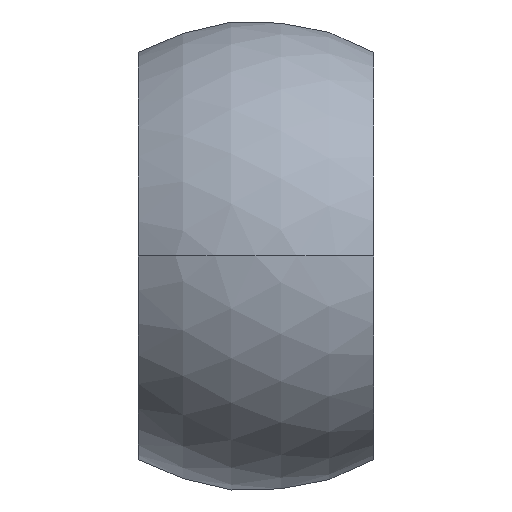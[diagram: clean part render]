
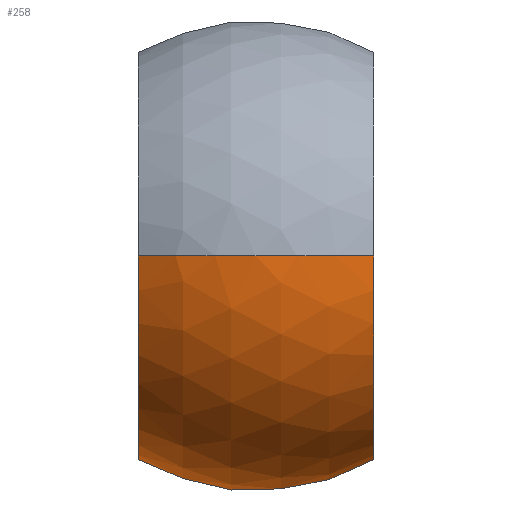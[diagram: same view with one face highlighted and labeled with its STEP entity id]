
A CAD part, left-side view. The second image highlights one B-rep face of the part: STEP entity #258.
In plain terms, the highlighted spherical face has radius 9 mm.
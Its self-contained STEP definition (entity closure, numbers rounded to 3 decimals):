
#118=VERTEX_POINT('',#318);
#146=VERTEX_POINT('',#349);
#168=EDGE_CURVE('',#280,#118,#376,.T.);
#174=VERTEX_POINT('',#384);
#234=EDGE_CURVE('',#174,#146,#451,.T.);
#258=ADVANCED_FACE('',(#477),#478,.T.);
#280=VERTEX_POINT('',#501);
#282=EDGE_CURVE('',#280,#174,#503,.T.);
#292=EDGE_CURVE('',#118,#146,#515,.T.);
#318=CARTESIAN_POINT('',(-7.794,-4.5,0.));
#349=CARTESIAN_POINT('',(7.094,-4.5,-3.229));
#376=CIRCLE('',#670,9.);
#384=CARTESIAN_POINT('',(7.094,4.5,-3.229));
#451=CIRCLE('',#785,5.538);
#477=FACE_OUTER_BOUND('',#823,.T.);
#478=SPHERICAL_SURFACE('',#824,9.);
#501=CARTESIAN_POINT('',(-7.794,4.5,0.));
#503=CIRCLE('',#852,7.794);
#515=CIRCLE('',#866,7.794);
#670=AXIS2_PLACEMENT_3D('',#967,#968,#969);
#785=AXIS2_PLACEMENT_3D('',#1064,#1065,#1066);
#823=EDGE_LOOP('',(#1100,#1101,#1102,#1103));
#824=AXIS2_PLACEMENT_3D('',#1104,#1105,#1106);
#852=AXIS2_PLACEMENT_3D('',#1120,#1121,#1122);
#866=AXIS2_PLACEMENT_3D('',#1136,#1137,#1138);
#967=CARTESIAN_POINT('',(0.,0.,0.));
#968=DIRECTION('',(0.,-0.0,1.0));
#969=DIRECTION('',(0.0,1.0,0.0));
#1064=CARTESIAN_POINT('',(7.094,0.,0.));
#1065=DIRECTION('',(-1.0,0.,0.));
#1066=DIRECTION('',(0.,0.0,-1.0));
#1100=ORIENTED_EDGE('',*,*,#168,.F.);
#1101=ORIENTED_EDGE('',*,*,#282,.T.);
#1102=ORIENTED_EDGE('',*,*,#234,.T.);
#1103=ORIENTED_EDGE('',*,*,#292,.F.);
#1104=CARTESIAN_POINT('',(0.,0.,0.));
#1105=DIRECTION('',(0.0,-1.0,0.0));
#1106=DIRECTION('',(-1.0,0.0,0.));
#1120=CARTESIAN_POINT('',(0.,4.5,0.));
#1121=DIRECTION('',(0.0,-1.0,0.0));
#1122=DIRECTION('',(1.0,0.0,0.));
#1136=CARTESIAN_POINT('',(0.,-4.5,0.));
#1137=DIRECTION('',(0.0,-1.0,0.0));
#1138=DIRECTION('',(1.0,0.0,0.));
